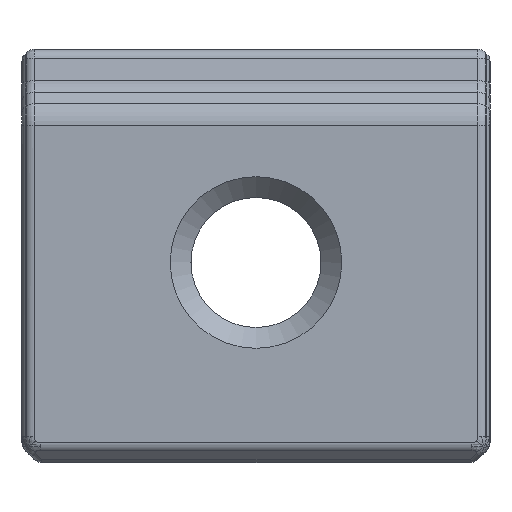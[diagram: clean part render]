
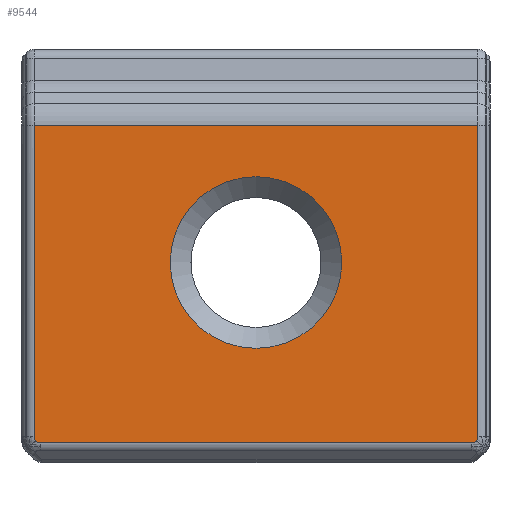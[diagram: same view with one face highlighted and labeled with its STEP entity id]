
A CAD part, left-side view. The second image highlights one B-rep face of the part: STEP entity #9544.
In plain terms, the highlighted planar face has unit normal (-1, 0, 0).
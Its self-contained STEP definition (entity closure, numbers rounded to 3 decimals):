
#98=FACE_BOUND('',#3205,.T.);
#100=PLANE('',#10688);
#818=LINE('',#16593,#1450);
#922=LINE('',#17548,#1554);
#1009=LINE('',#18291,#1641);
#1030=LINE('',#19228,#1662);
#1450=VECTOR('',#11743,10.);
#1554=VECTOR('',#12407,10.);
#1641=VECTOR('',#12968,10.);
#1662=VECTOR('',#13057,4.023);
#2546=FACE_OUTER_BOUND('',#3204,.T.);
#3204=EDGE_LOOP('',(#7835,#7836,#7837,#7838,#7839,#7840,#7841,#7842));
#3205=EDGE_LOOP('',(#7843));
#3483=CIRCLE('',#9835,0.115);
#3486=CIRCLE('',#9838,0.115);
#3488=CIRCLE('',#9840,0.115);
#3491=CIRCLE('',#9843,0.115);
#4035=CIRCLE('',#10689,1.65);
#4213=VERTEX_POINT('',#14268);
#4214=VERTEX_POINT('',#14275);
#4216=VERTEX_POINT('',#14321);
#4221=VERTEX_POINT('',#14438);
#4222=VERTEX_POINT('',#14445);
#4224=VERTEX_POINT('',#14491);
#4726=VERTEX_POINT('',#17542);
#4900=VERTEX_POINT('',#18286);
#4923=VERTEX_POINT('',#19229);
#4947=EDGE_CURVE('',#4213,#4214,#3483,.T.);
#4951=EDGE_CURVE('',#4216,#4213,#3486,.T.);
#4957=EDGE_CURVE('',#4221,#4222,#3488,.T.);
#4961=EDGE_CURVE('',#4224,#4221,#3491,.T.);
#5387=EDGE_CURVE('',#4214,#4224,#818,.T.);
#5700=EDGE_CURVE('',#4726,#4216,#922,.T.);
#5962=EDGE_CURVE('',#4222,#4900,#1009,.T.);
#6045=EDGE_CURVE('',#4726,#4900,#1030,.T.);
#6046=EDGE_CURVE('',#4923,#4923,#4035,.T.);
#7835=ORIENTED_EDGE('',*,*,#5962,.F.);
#7836=ORIENTED_EDGE('',*,*,#4957,.F.);
#7837=ORIENTED_EDGE('',*,*,#4961,.F.);
#7838=ORIENTED_EDGE('',*,*,#5387,.F.);
#7839=ORIENTED_EDGE('',*,*,#4947,.F.);
#7840=ORIENTED_EDGE('',*,*,#4951,.F.);
#7841=ORIENTED_EDGE('',*,*,#5700,.F.);
#7842=ORIENTED_EDGE('',*,*,#6045,.T.);
#7843=ORIENTED_EDGE('',*,*,#6046,.F.);
#9544=ADVANCED_FACE('',(#2546,#98),#100,.F.);
#9835=AXIS2_PLACEMENT_3D('',#14276,#10979,#10980);
#9838=AXIS2_PLACEMENT_3D('',#14323,#10985,#10986);
#9840=AXIS2_PLACEMENT_3D('',#14446,#10989,#10990);
#9843=AXIS2_PLACEMENT_3D('',#14493,#10995,#10996);
#10688=AXIS2_PLACEMENT_3D('',#19227,#13055,#13056);
#10689=AXIS2_PLACEMENT_3D('',#19230,#13058,#13059);
#10979=DIRECTION('center_axis',(1.,0.,0.));
#10980=DIRECTION('ref_axis',(0.,-0.707,-0.707));
#10985=DIRECTION('center_axis',(1.,0.,0.));
#10986=DIRECTION('ref_axis',(0.,-0.707,-0.707));
#10989=DIRECTION('center_axis',(1.,0.,0.));
#10990=DIRECTION('ref_axis',(0.,0.707,-0.707));
#10995=DIRECTION('center_axis',(1.,0.,0.));
#10996=DIRECTION('ref_axis',(0.,0.707,-0.707));
#11743=DIRECTION('',(0.,1.,0.));
#12407=DIRECTION('',(0.,0.,-1.));
#12968=DIRECTION('',(0.,0.,1.));
#13055=DIRECTION('center_axis',(1.,0.,0.));
#13056=DIRECTION('ref_axis',(0.,0.,-1.));
#13057=DIRECTION('',(0.,1.,0.));
#13058=DIRECTION('center_axis',(-1.,0.,0.));
#13059=DIRECTION('ref_axis',(0.,-1.,0.));
#14268=CARTESIAN_POINT('',(0.,-4.234,0.266));
#14275=CARTESIAN_POINT('',(0.,-4.152,0.233));
#14276=CARTESIAN_POINT('Origin',(0.,-4.152,
0.348));
#14321=CARTESIAN_POINT('',(0.,-4.267,0.348));
#14323=CARTESIAN_POINT('Origin',(0.,-4.152,
0.348));
#14438=CARTESIAN_POINT('',(0.,4.234,0.266));
#14445=CARTESIAN_POINT('',(0.,4.267,0.348));
#14446=CARTESIAN_POINT('Origin',(0.,4.152,0.348));
#14491=CARTESIAN_POINT('',(0.,4.152,0.233));
#14493=CARTESIAN_POINT('Origin',(0.,4.152,0.348));
#16593=CARTESIAN_POINT('',(0.,4.5,0.233));
#17542=CARTESIAN_POINT('',(0.,-4.267,6.33));
#17548=CARTESIAN_POINT('',(0.,-4.267,0.));
#18286=CARTESIAN_POINT('',(0.,4.267,6.33));
#18291=CARTESIAN_POINT('',(0.,4.267,0.));
#19227=CARTESIAN_POINT('Origin',(0.,4.5,0.));
#19228=CARTESIAN_POINT('',(0.,0.327,6.33));
#19229=CARTESIAN_POINT('',(0.,1.65,3.7));
#19230=CARTESIAN_POINT('Origin',(0.,0.,3.7));
